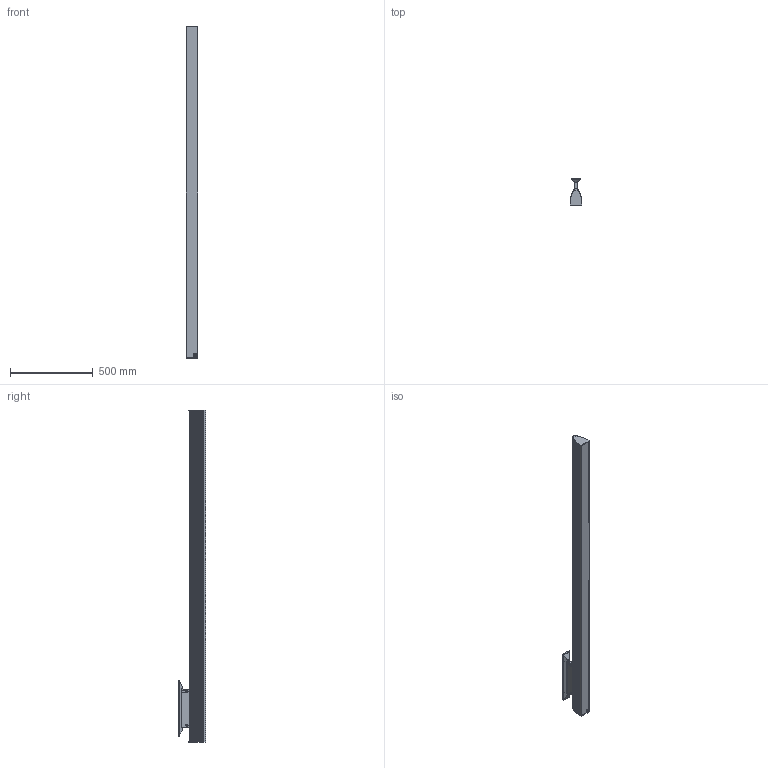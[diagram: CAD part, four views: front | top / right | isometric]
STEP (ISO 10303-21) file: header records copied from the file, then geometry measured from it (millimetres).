
FILE_DESCRIPTION(/* description */ (''),/* implementation_level */ '2;1');
FILE_NAME(/* name */ 'AUDAC-KYRA24.stp',/* time_stamp */ '2021-03-16T14:51:00+01:00',/* author */ ('kamiel'),/* organization */ (''),/* preprocessor_version */ 'ST-DEVELOPER v18.1',/* originating_system */ 'Autodesk Inventor 2021',/* authorisation */ '');
FILE_SCHEMA (('AUTOMOTIVE_DESIGN { 1 0 10303 214 3 1 1 }'));
Length unit declared in the file: millimetre
Products named in the file (1): AUDAC-KYRA24
Bounding box: 69.75 x 168.49 x 2008 mm (x, y, z)
Volume: 11332075.5 mm3; surface area: 764006.9 mm2
Topology: 1 solids, 4 shells, 1371 faces, 3214 edges, 1877 vertices
Faces by surface type: plane 732, cylinder 531, bspline 82, sphere 16, torus 10
Full cylindrical faces by diameter (mm): 6 x9, 7.9 x2, 8 x1, 8.5 x2, 13 x2, 14 x4
Entity records: 45364 total; most frequent: CARTESIAN_POINT 12005, DIRECTION 7345, ORIENTED_EDGE 6392, EDGE_CURVE 3196, AXIS2_PLACEMENT_3D 3039, VERTEX_POINT 1857, CIRCLE 1711, EDGE_LOOP 1435
